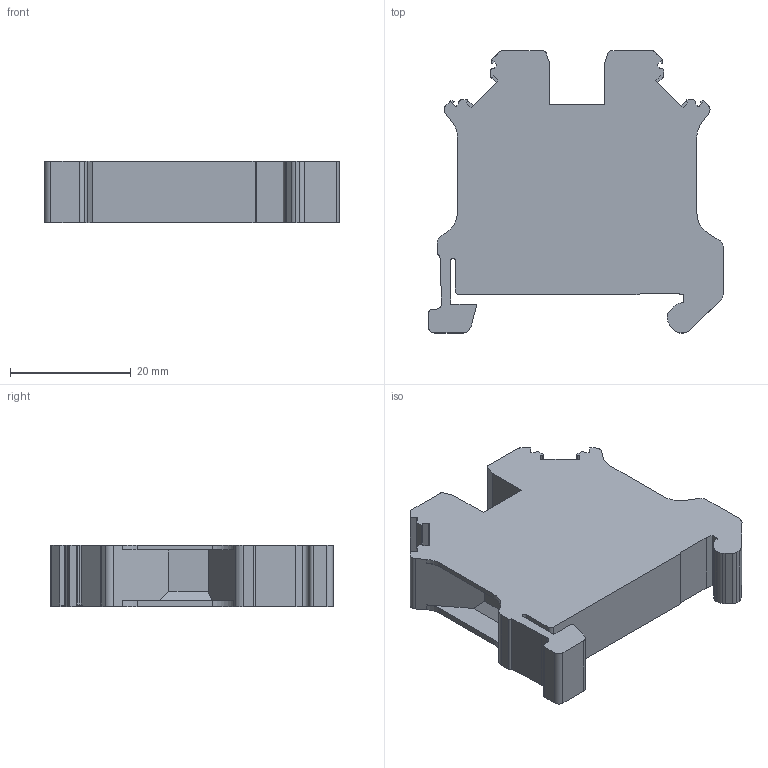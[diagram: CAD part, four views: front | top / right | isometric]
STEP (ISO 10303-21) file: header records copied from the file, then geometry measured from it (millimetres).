
FILE_DESCRIPTION(/* description */ (''),/* implementation_level */ '2;1');
FILE_NAME(/* name */ 'TP10-2-PE.stp',/* time_stamp */ '2022-04-22T13:20:33+08:00',/* author */ (''),/* organization */ (''),/* preprocessor_version */ 'ST-DEVELOPER v16.7',/* originating_system */ 'SIEMENS PLM Software NX 12.0',/* authorisation */ '');
FILE_SCHEMA (('AP203_CONFIGURATION_CONTROLLED_3D_DESIGN_OF_MECHANICAL_PARTS_AND_ASSEMBLIES_MIM_LF { 1 0 10303 403 2 1 2}'));
Length unit declared in the file: millimetre
Products named in the file (1): SP1215T1003-01_stp
Bounding box: 48.76 x 46.63 x 10.2 mm (x, y, z)
Volume: 14691.1 mm3; surface area: 6180.8 mm2
Topology: 1 solids, 3 shells, 182 faces, 521 edges, 347 vertices
Faces by surface type: plane 123, cylinder 55, torus 4
Entity records: 6035 total; most frequent: CARTESIAN_POINT 1069, ORIENTED_EDGE 1042, DIRECTION 1003, EDGE_CURVE 521, LINE 393, VECTOR 393, VERTEX_POINT 347, AXIS2_PLACEMENT_3D 305
